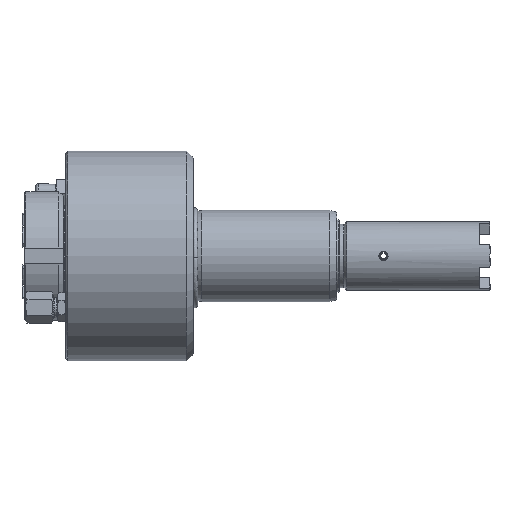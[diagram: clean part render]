
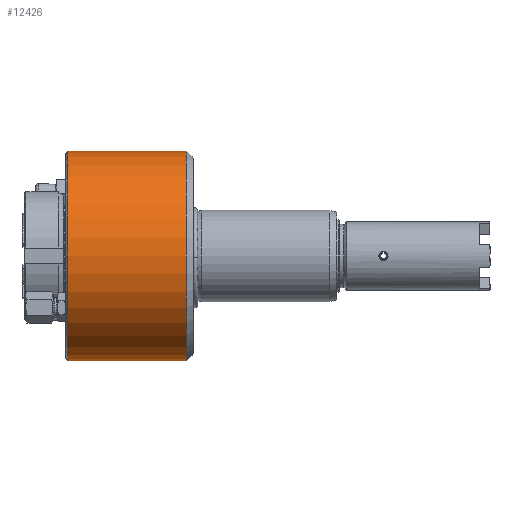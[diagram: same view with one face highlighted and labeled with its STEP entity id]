
A CAD part, front view. The second image highlights one B-rep face of the part: STEP entity #12426.
In plain terms, the highlighted cylindrical face has radius 46 mm (diameter 92 mm), a partial arc.
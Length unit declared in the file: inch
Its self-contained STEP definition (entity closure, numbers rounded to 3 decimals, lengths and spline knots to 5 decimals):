
#201 = CARTESIAN_POINT ( 'NONE',  ( -0.11811, 0., 0. ) ) ;
#2487 = DIRECTION ( 'NONE',  ( 0., 0., 1. ) ) ;
#3119 = DIRECTION ( 'NONE',  ( 1., 0., 0. ) ) ;
#3497 = VERTEX_POINT ( 'NONE', #40220 ) ;
#3593 = AXIS2_PLACEMENT_3D ( 'NONE', #201, #29759, #23116 ) ;
#4683 = FACE_OUTER_BOUND ( 'NONE', #19411, .T. ) ;
#5026 = LINE ( 'NONE', #30469, #28206 ) ;
#5734 = EDGE_CURVE ( 'NONE', #17862, #18929, #38905, .T. ) ;
#6548 = ORIENTED_EDGE ( 'NONE', *, *, #10168, .T. ) ;
#7040 = AXIS2_PLACEMENT_3D ( 'NONE', #41097, #3119, #2487 ) ;
#10168 = EDGE_CURVE ( 'NONE', #18929, #13195, #30151, .T. ) ;
#10849 = ORIENTED_EDGE ( 'NONE', *, *, #31889, .T. ) ;
#10887 = DIRECTION ( 'NONE',  ( -1., 0., 0. ) ) ;
#12426 = ADVANCED_FACE ( 'NONE', ( #4683 ), #14282, .T. ) ;
#13009 = EDGE_CURVE ( 'NONE', #13195, #3497, #20045, .T. ) ;
#13073 = DIRECTION ( 'NONE',  ( 1., 0., 0. ) ) ;
#13195 = VERTEX_POINT ( 'NONE', #33060 ) ;
#14282 = CYLINDRICAL_SURFACE ( 'NONE', #18745, 1.81102 ) ;
#17116 = VERTEX_POINT ( 'NONE', #18962 ) ;
#17607 = DIRECTION ( 'NONE',  ( 0., 0., 1. ) ) ;
#17862 = VERTEX_POINT ( 'NONE', #35710 ) ;
#18745 = AXIS2_PLACEMENT_3D ( 'NONE', #21753, #20750, #17607 ) ;
#18914 = CARTESIAN_POINT ( 'NONE',  ( -2.16535, 0., 0. ) ) ;
#18929 = VERTEX_POINT ( 'NONE', #34291 ) ;
#18962 = CARTESIAN_POINT ( 'NONE',  ( -0.11811, 0., -1.81102 ) ) ;
#19411 = EDGE_LOOP ( 'NONE', ( #28227, #10849, #28405, #6548, #38628 ) ) ;
#20045 = CIRCLE ( 'NONE', #38077, 1.81102 ) ;
#20750 = DIRECTION ( 'NONE',  ( -1., 0., 0. ) ) ;
#21753 = CARTESIAN_POINT ( 'NONE',  ( 2.69685, 0., 0. ) ) ;
#23116 = DIRECTION ( 'NONE',  ( 0., 0., 1. ) ) ;
#23566 = CIRCLE ( 'NONE', #3593, 1.81102 ) ;
#23822 = CARTESIAN_POINT ( 'NONE',  ( 2.69685, 0., 1.81102 ) ) ;
#27740 = DIRECTION ( 'NONE',  ( -1., 0., 0. ) ) ;
#28038 = VECTOR ( 'NONE', #10887, 39.37008 ) ;
#28206 = VECTOR ( 'NONE', #27740, 39.37008 ) ;
#28227 = ORIENTED_EDGE ( 'NONE', *, *, #39469, .F. ) ;
#28405 = ORIENTED_EDGE ( 'NONE', *, *, #5734, .T. ) ;
#28919 = DIRECTION ( 'NONE',  ( 0., 0., 1. ) ) ;
#29759 = DIRECTION ( 'NONE',  ( -1., 0., 0. ) ) ;
#30151 = CIRCLE ( 'NONE', #7040, 1.81102 ) ;
#30469 = CARTESIAN_POINT ( 'NONE',  ( 2.69685, 0., -1.81102 ) ) ;
#31889 = EDGE_CURVE ( 'NONE', #17116, #17862, #23566, .T. ) ;
#33060 = CARTESIAN_POINT ( 'NONE',  ( -2.16535, -1.81102, 0. ) ) ;
#34291 = CARTESIAN_POINT ( 'NONE',  ( -2.16535, 0., 1.81102 ) ) ;
#35710 = CARTESIAN_POINT ( 'NONE',  ( -0.11811, 0., 1.81102 ) ) ;
#38077 = AXIS2_PLACEMENT_3D ( 'NONE', #18914, #13073, #28919 ) ;
#38628 = ORIENTED_EDGE ( 'NONE', *, *, #13009, .T. ) ;
#38905 = LINE ( 'NONE', #23822, #28038 ) ;
#39469 = EDGE_CURVE ( 'NONE', #17116, #3497, #5026, .T. ) ;
#40220 = CARTESIAN_POINT ( 'NONE',  ( -2.16535, 0., -1.81102 ) ) ;
#41097 = CARTESIAN_POINT ( 'NONE',  ( -2.16535, 0., 0. ) ) ;
